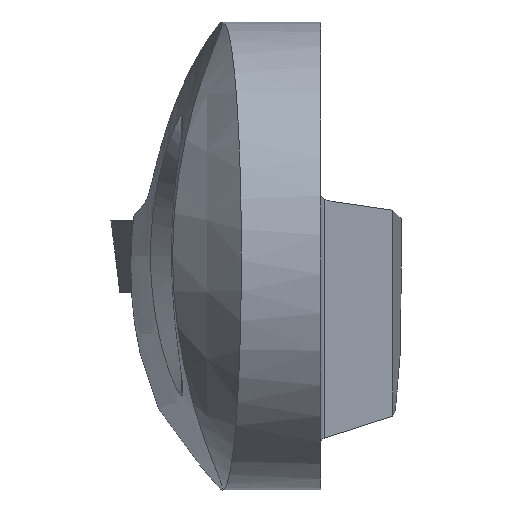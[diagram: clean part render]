
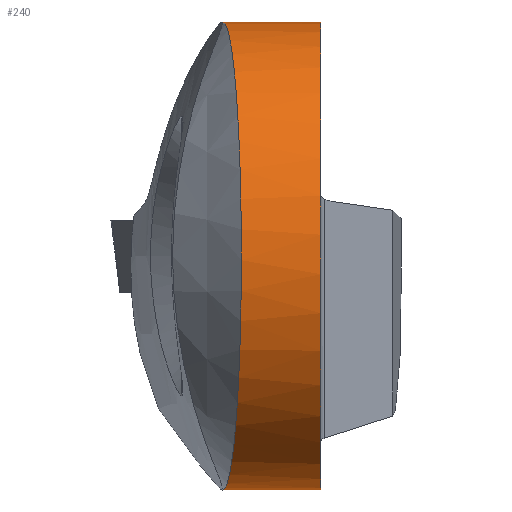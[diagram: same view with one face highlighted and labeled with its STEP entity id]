
A CAD part, top view. The second image highlights one B-rep face of the part: STEP entity #240.
In plain terms, the highlighted cylindrical face has radius 7.8 mm (diameter 15.6 mm), a partial arc.
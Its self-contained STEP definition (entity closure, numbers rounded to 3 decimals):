
#104=CYLINDRICAL_SURFACE('',#1120,7.8);
#124=CIRCLE('',#1110,7.8);
#125=CIRCLE('',#1113,7.854);
#126=CIRCLE('',#1115,7.854);
#199=FACE_OUTER_BOUND('',#458,.T.);
#240=ADVANCED_FACE('',(#199),#104,.T.);
#307=LINE('',#1837,#373);
#309=LINE('',#1845,#375);
#312=LINE('',#1862,#378);
#313=LINE('',#1863,#379);
#373=VECTOR('',#1272,1.);
#375=VECTOR('',#1284,1.);
#378=VECTOR('',#1293,1.);
#379=VECTOR('',#1294,1.);
#458=EDGE_LOOP('',(#638,#639,#640,#641,#642,#643,#644,#645,#646,#647,#648,
#649,#650,#651));
#638=ORIENTED_EDGE('',*,*,#876,.F.);
#639=ORIENTED_EDGE('',*,*,#875,.F.);
#640=ORIENTED_EDGE('',*,*,#937,.F.);
#641=ORIENTED_EDGE('',*,*,#936,.T.);
#642=ORIENTED_EDGE('',*,*,#872,.F.);
#643=ORIENTED_EDGE('',*,*,#940,.T.);
#644=ORIENTED_EDGE('',*,*,#863,.F.);
#645=ORIENTED_EDGE('',*,*,#934,.T.);
#646=ORIENTED_EDGE('',*,*,#933,.T.);
#647=ORIENTED_EDGE('',*,*,#860,.F.);
#648=ORIENTED_EDGE('',*,*,#941,.T.);
#649=ORIENTED_EDGE('',*,*,#931,.T.);
#650=ORIENTED_EDGE('',*,*,#942,.F.);
#651=ORIENTED_EDGE('',*,*,#877,.F.);
#765=VERTEX_POINT('',#1524);
#766=VERTEX_POINT('',#1529);
#768=VERTEX_POINT('',#1539);
#769=VERTEX_POINT('',#1544);
#777=VERTEX_POINT('',#1593);
#778=VERTEX_POINT('',#1598);
#780=VERTEX_POINT('',#1608);
#781=VERTEX_POINT('',#1613);
#782=VERTEX_POINT('',#1618);
#783=VERTEX_POINT('',#1623);
#821=VERTEX_POINT('',#1830);
#822=VERTEX_POINT('',#1832);
#823=VERTEX_POINT('',#1836);
#824=VERTEX_POINT('',#1842);
#860=EDGE_CURVE('',#765,#766,#989,.T.);
#863=EDGE_CURVE('',#768,#769,#992,.T.);
#872=EDGE_CURVE('',#777,#778,#1001,.T.);
#875=EDGE_CURVE('',#780,#781,#1004,.T.);
#876=EDGE_CURVE('',#781,#782,#1005,.T.);
#877=EDGE_CURVE('',#782,#783,#1006,.T.);
#931=EDGE_CURVE('',#821,#822,#124,.T.);
#933=EDGE_CURVE('',#823,#766,#307,.T.);
#934=EDGE_CURVE('',#768,#823,#125,.T.);
#936=EDGE_CURVE('',#824,#778,#126,.T.);
#937=EDGE_CURVE('',#824,#780,#309,.T.);
#940=EDGE_CURVE('',#777,#769,#1019,.T.);
#941=EDGE_CURVE('',#765,#821,#312,.T.);
#942=EDGE_CURVE('',#783,#822,#313,.T.);
#989=B_SPLINE_CURVE_WITH_KNOTS('',3,(#1525,#1526,#1527,#1528),
 .UNSPECIFIED.,.F.,.F.,(4,4),(0.,1.),.UNSPECIFIED.);
#992=B_SPLINE_CURVE_WITH_KNOTS('',3,(#1540,#1541,#1542,#1543),
 .UNSPECIFIED.,.F.,.F.,(4,4),(0.,1.),.UNSPECIFIED.);
#1001=B_SPLINE_CURVE_WITH_KNOTS('',3,(#1594,#1595,#1596,#1597),
 .UNSPECIFIED.,.F.,.F.,(4,4),(0.,1.),.UNSPECIFIED.);
#1004=B_SPLINE_CURVE_WITH_KNOTS('',3,(#1609,#1610,#1611,#1612),
 .UNSPECIFIED.,.F.,.F.,(4,4),(0.,1.),.UNSPECIFIED.);
#1005=B_SPLINE_CURVE_WITH_KNOTS('',3,(#1614,#1615,#1616,#1617),
 .UNSPECIFIED.,.F.,.F.,(4,4),(0.,1.),.UNSPECIFIED.);
#1006=B_SPLINE_CURVE_WITH_KNOTS('',3,(#1619,#1620,#1621,#1622),
 .UNSPECIFIED.,.F.,.F.,(4,4),(0.,1.),.UNSPECIFIED.);
#1019=B_SPLINE_CURVE_WITH_KNOTS('',3,(#1851,#1852,#1853,#1854,#1855,#1856,
#1857,#1858,#1859,#1860),.UNSPECIFIED.,.F.,.F.,(4,2,2,2,4),(0.,0.25,0.5,
0.75,1.),.UNSPECIFIED.);
#1110=AXIS2_PLACEMENT_3D('',#1833,#1267,#1268);
#1113=AXIS2_PLACEMENT_3D('',#1839,#1275,#1276);
#1115=AXIS2_PLACEMENT_3D('',#1843,#1280,#1281);
#1120=AXIS2_PLACEMENT_3D('',#1864,#1295,#1296);
#1267=DIRECTION('',(-1.,0.,0.));
#1268=DIRECTION('',(0.,0.,1.));
#1272=DIRECTION('',(-1.,0.,0.));
#1275=DIRECTION('',(0.997,0.007,-0.083));
#1276=DIRECTION('',(0.001,-0.998,-0.07));
#1280=DIRECTION('',(0.997,-0.007,-0.083));
#1281=DIRECTION('',(0.,0.997,-0.083));
#1284=DIRECTION('',(-1.,0.,0.));
#1293=DIRECTION('',(1.,0.,0.));
#1294=DIRECTION('',(1.,0.,0.));
#1295=DIRECTION('',(1.,0.,0.));
#1296=DIRECTION('',(0.,0.,-1.));
#1524=CARTESIAN_POINT('',(-3.461,-7.643,-1.556));
#1525=CARTESIAN_POINT('',(-3.461,-7.643,-1.556));
#1526=CARTESIAN_POINT('',(-3.408,-7.704,-1.256));
#1527=CARTESIAN_POINT('',(-3.364,-7.747,-0.954));
#1528=CARTESIAN_POINT('',(-3.33,-7.773,-0.65));
#1529=CARTESIAN_POINT('',(-3.33,-7.773,-0.65));
#1539=CARTESIAN_POINT('',(-3.318,-7.781,-0.543));
#1540=CARTESIAN_POINT('',(-3.318,-7.781,-0.543));
#1541=CARTESIAN_POINT('',(-3.298,-7.795,-0.346));
#1542=CARTESIAN_POINT('',(-3.281,-7.801,-0.149));
#1543=CARTESIAN_POINT('',(-3.269,-7.8,0.051));
#1544=CARTESIAN_POINT('',(-3.269,-7.8,0.051));
#1593=CARTESIAN_POINT('',(-3.269,7.8,0.051));
#1594=CARTESIAN_POINT('',(-3.269,7.8,0.051));
#1595=CARTESIAN_POINT('',(-3.281,7.801,-0.149));
#1596=CARTESIAN_POINT('',(-3.298,7.795,-0.346));
#1597=CARTESIAN_POINT('',(-3.318,7.781,-0.543));
#1598=CARTESIAN_POINT('',(-3.318,7.781,-0.543));
#1608=CARTESIAN_POINT('',(-3.33,7.773,-0.65));
#1609=CARTESIAN_POINT('',(-3.33,7.773,-0.65));
#1610=CARTESIAN_POINT('',(-3.396,7.723,-1.241));
#1611=CARTESIAN_POINT('',(-3.498,7.609,-1.816));
#1612=CARTESIAN_POINT('',(-3.629,7.429,-2.376));
#1613=CARTESIAN_POINT('',(-3.629,7.429,-2.376));
#1614=CARTESIAN_POINT('',(-3.629,7.429,-2.376));
#1615=CARTESIAN_POINT('',(-3.75,7.263,-2.895));
#1616=CARTESIAN_POINT('',(-3.886,7.055,-3.361));
#1617=CARTESIAN_POINT('',(-4.021,6.826,-3.774));
#1618=CARTESIAN_POINT('',(-4.021,6.826,-3.774));
#1619=CARTESIAN_POINT('',(-4.021,6.826,-3.774));
#1620=CARTESIAN_POINT('',(-4.436,6.125,-5.042));
#1621=CARTESIAN_POINT('',(-4.922,5.111,-6.071));
#1622=CARTESIAN_POINT('',(-5.281,3.836,-6.791));
#1623=CARTESIAN_POINT('',(-5.281,3.836,-6.791));
#1830=CARTESIAN_POINT('',(0.,-7.643,-1.556));
#1832=CARTESIAN_POINT('',(0.,3.836,-6.791));
#1833=CARTESIAN_POINT('',(0.,0.,0.));
#1836=CARTESIAN_POINT('',(-3.327,-7.773,-0.65));
#1837=CARTESIAN_POINT('',(-7.,-7.773,-0.65));
#1839=CARTESIAN_POINT('',(-3.327,0.054,0.005));
#1842=CARTESIAN_POINT('',(-3.327,7.773,-0.65));
#1843=CARTESIAN_POINT('',(-3.327,-0.054,0.005));
#1845=CARTESIAN_POINT('',(-7.,7.773,-0.65));
#1851=CARTESIAN_POINT('',(-3.269,7.8,0.051));
#1852=CARTESIAN_POINT('',(-3.099,7.787,2.099));
#1853=CARTESIAN_POINT('',(-2.939,6.935,4.103));
#1854=CARTESIAN_POINT('',(-2.714,4.066,6.957));
#1855=CARTESIAN_POINT('',(-2.65,2.038,7.799));
#1856=CARTESIAN_POINT('',(-2.65,-2.029,7.801));
#1857=CARTESIAN_POINT('',(-2.713,-4.05,6.973));
#1858=CARTESIAN_POINT('',(-2.94,-6.949,4.09));
#1859=CARTESIAN_POINT('',(-3.099,-7.787,2.099));
#1860=CARTESIAN_POINT('',(-3.269,-7.8,0.051));
#1862=CARTESIAN_POINT('',(-7.,-7.643,-1.556));
#1863=CARTESIAN_POINT('',(-7.,3.836,-6.791));
#1864=CARTESIAN_POINT('',(-7.,0.,0.));
